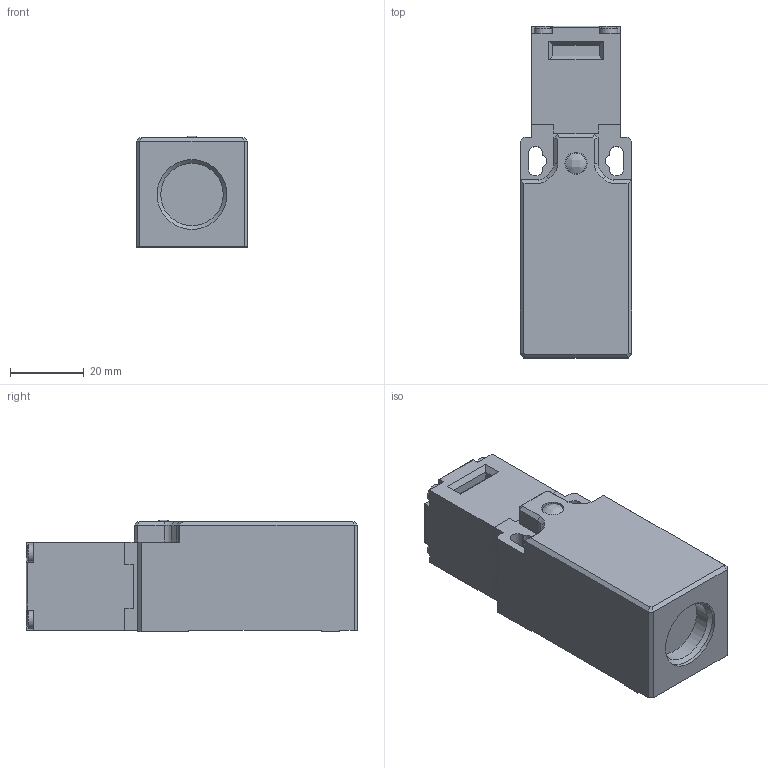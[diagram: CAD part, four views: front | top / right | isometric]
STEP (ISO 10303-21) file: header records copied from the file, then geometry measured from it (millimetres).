
FILE_DESCRIPTION (( 'STEP AP214' ), '1' );
FILE_NAME ('SP2K10X11.STEP', '2023-05-09T19:09:51', ( '' ), ( '' ), 'SwSTEP 2.0', 'SolidWorks 2021', '' );
FILE_SCHEMA (( 'AUTOMOTIVE_DESIGN' ));
Length unit declared in the file: inch
Products named in the file (1): SP2K10X11
Bounding box: 30.3 x 90.3 x 30.36 mm (x, y, z)
Volume: 65564 mm3; surface area: 15679.7 mm2
Topology: 2 solids, 2 shells, 156 faces, 412 edges, 267 vertices
Faces by surface type: plane 112, cylinder 34, cone 5, bspline 5
Full cylindrical faces by diameter (mm): 4.8 x4, 5.6 x1, 6 x1, 17 x1, 19 x1
Entity records: 6856 total; most frequent: CARTESIAN_POINT 900, ORIENTED_EDGE 804, DIRECTION 778, EDGE_CURVE 402, VECTOR 330, LINE 330, VERTEX_POINT 266, AXIS2_PLACEMENT_3D 224
